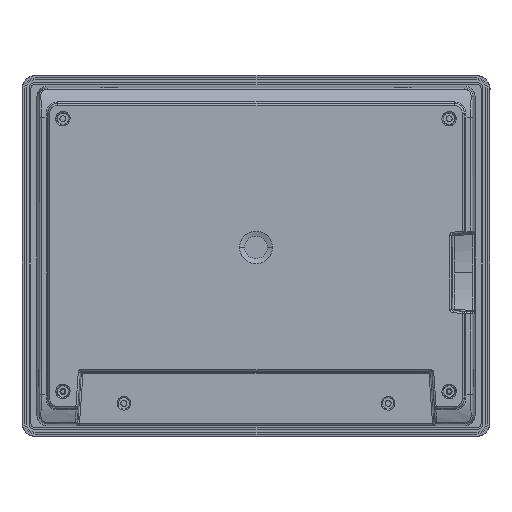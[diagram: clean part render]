
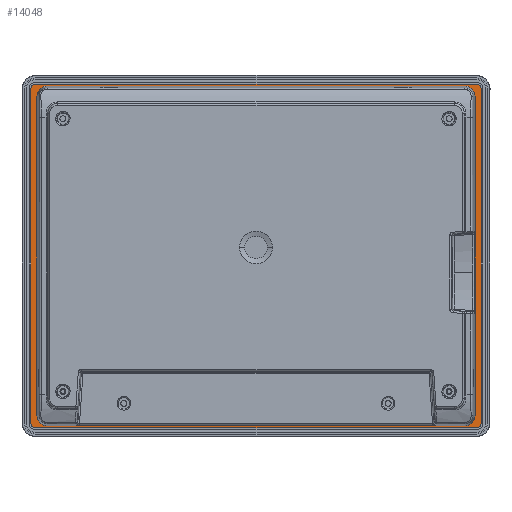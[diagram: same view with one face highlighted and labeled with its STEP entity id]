
A CAD part, top view. The second image highlights one B-rep face of the part: STEP entity #14048.
In plain terms, the highlighted planar face has unit normal (0, 0, 1).
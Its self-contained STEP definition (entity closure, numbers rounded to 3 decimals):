
#491 = CIRCLE ( 'NONE', #11423, 6.2 ) ;
#2547 = ORIENTED_EDGE ( 'NONE', *, *, #99116, .T. ) ;
#3046 = VERTEX_POINT ( 'NONE', #35034 ) ;
#4522 = EDGE_LOOP ( 'NONE', ( #71276, #89506, #34741, #87134, #16936, #78614, #62160, #58752 ) ) ;
#4969 = EDGE_CURVE ( 'NONE', #19154, #66059, #8335, .T. ) ;
#5160 = DIRECTION ( 'NONE',  ( 1., 0., 0. ) ) ;
#5415 = DIRECTION ( 'NONE',  ( 1., 0., 0. ) ) ;
#5531 = DIRECTION ( 'NONE',  ( 0., 0., 1. ) ) ;
#5837 = VECTOR ( 'NONE', #33956, 1000. ) ;
#5900 = CARTESIAN_POINT ( 'NONE',  ( 129.4, 93.65, 2.8 ) ) ;
#8014 = DIRECTION ( 'NONE',  ( 0., 1., 0. ) ) ;
#8171 = LINE ( 'NONE', #24693, #49738 ) ;
#8264 = CARTESIAN_POINT ( 'NONE',  ( 132.2, -5., 2.8 ) ) ;
#8335 = CIRCLE ( 'NONE', #73776, 2.8 ) ;
#8460 = LINE ( 'NONE', #34207, #5837 ) ;
#9143 = CARTESIAN_POINT ( 'NONE',  ( -0.75, 96.45, 2.8 ) ) ;
#11423 = AXIS2_PLACEMENT_3D ( 'NONE', #104170, #55056, #5415 ) ;
#13742 = VECTOR ( 'NONE', #91720, 1000. ) ;
#14048 = ADVANCED_FACE ( 'NONE', ( #15369, #17988 ), #35614, .T. ) ;
#14557 = CIRCLE ( 'NONE', #37020, 2.8 ) ;
#15369 = FACE_BOUND ( 'NONE', #4522, .T. ) ;
#15798 = DIRECTION ( 'NONE',  ( 1., 0., 0. ) ) ;
#15892 = DIRECTION ( 'NONE',  ( 0., 0., -1. ) ) ;
#16011 = CARTESIAN_POINT ( 'NONE',  ( 122.4, -99.15, 2.8 ) ) ;
#16891 = DIRECTION ( 'NONE',  ( 0., -1., 0. ) ) ;
#16936 = ORIENTED_EDGE ( 'NONE', *, *, #102230, .T. ) ;
#17046 = CARTESIAN_POINT ( 'NONE',  ( -130.1, -5., 2.8 ) ) ;
#17174 = CARTESIAN_POINT ( 'NONE',  ( 129.4, 96.45, 2.8 ) ) ;
#17988 = FACE_OUTER_BOUND ( 'NONE', #69876, .T. ) ;
#18821 = CARTESIAN_POINT ( 'NONE',  ( -123.9, -99.15, 2.8 ) ) ;
#19154 = VERTEX_POINT ( 'NONE', #102222 ) ;
#20031 = EDGE_CURVE ( 'NONE', #92967, #25701, #74180, .T. ) ;
#20428 = CIRCLE ( 'NONE', #65971, 6.2 ) ;
#22753 = VECTOR ( 'NONE', #53326, 1000. ) ;
#23107 = AXIS2_PLACEMENT_3D ( 'NONE', #18821, #76373, #27184 ) ;
#24054 = CARTESIAN_POINT ( 'NONE',  ( -123.9, 89.15, 2.8 ) ) ;
#24352 = DIRECTION ( 'NONE',  ( 1., 0., 0. ) ) ;
#24693 = CARTESIAN_POINT ( 'NONE',  ( -0.75, -105.35, 2.8 ) ) ;
#25701 = VERTEX_POINT ( 'NONE', #101121 ) ;
#27184 = DIRECTION ( 'NONE',  ( 1., 0., 0. ) ) ;
#27853 = AXIS2_PLACEMENT_3D ( 'NONE', #16011, #15892, #15798 ) ;
#30293 = VERTEX_POINT ( 'NONE', #80169 ) ;
#30889 = DIRECTION ( 'NONE',  ( 1., 0., 0. ) ) ;
#30984 = CARTESIAN_POINT ( 'NONE',  ( -0.75, -106.45, 2.8 ) ) ;
#31502 = EDGE_CURVE ( 'NONE', #30293, #69452, #96334, .T. ) ;
#32335 = DIRECTION ( 'NONE',  ( 1., 0., 0. ) ) ;
#33329 = VERTEX_POINT ( 'NONE', #60115 ) ;
#33956 = DIRECTION ( 'NONE',  ( 0., -1., 0. ) ) ;
#34207 = CARTESIAN_POINT ( 'NONE',  ( -133.7, -5., 2.8 ) ) ;
#34706 = VERTEX_POINT ( 'NONE', #39633 ) ;
#34741 = ORIENTED_EDGE ( 'NONE', *, *, #98663, .T. ) ;
#35034 = CARTESIAN_POINT ( 'NONE',  ( 122.4, -105.35, 2.8 ) ) ;
#35235 = DIRECTION ( 'NONE',  ( 1., 0., 0. ) ) ;
#35364 = DIRECTION ( 'NONE',  ( 0., 0., 1. ) ) ;
#35584 = AXIS2_PLACEMENT_3D ( 'NONE', #36328, #35364, #35235 ) ;
#35614 = PLANE ( 'NONE',  #35584 ) ;
#35828 = LINE ( 'NONE', #9143, #13742 ) ;
#36268 = EDGE_CURVE ( 'NONE', #25701, #3046, #38178, .T. ) ;
#36328 = CARTESIAN_POINT ( 'NONE',  ( -0.75, -5., 2.8 ) ) ;
#37020 = AXIS2_PLACEMENT_3D ( 'NONE', #96407, #96385, #96274 ) ;
#38178 = CIRCLE ( 'NONE', #27853, 6.2 ) ;
#38675 = CARTESIAN_POINT ( 'NONE',  ( 129.4, -103.65, 2.8 ) ) ;
#38991 = EDGE_CURVE ( 'NONE', #69452, #91307, #68736, .T. ) ;
#39146 = ORIENTED_EDGE ( 'NONE', *, *, #66529, .T. ) ;
#39296 = EDGE_CURVE ( 'NONE', #34706, #100447, #14557, .T. ) ;
#39633 = CARTESIAN_POINT ( 'NONE',  ( -130.9, 96.45, 2.8 ) ) ;
#40471 = CARTESIAN_POINT ( 'NONE',  ( -133.7, 93.65, 2.8 ) ) ;
#44610 = CARTESIAN_POINT ( 'NONE',  ( -130.9, -103.65, 2.8 ) ) ;
#45090 = LINE ( 'NONE', #48483, #69334 ) ;
#48352 = DIRECTION ( 'NONE',  ( 1., 0., 0. ) ) ;
#48483 = CARTESIAN_POINT ( 'NONE',  ( -0.75, 95.35, 2.8 ) ) ;
#49363 = ORIENTED_EDGE ( 'NONE', *, *, #31502, .T. ) ;
#49649 = VERTEX_POINT ( 'NONE', #78420 ) ;
#49738 = VECTOR ( 'NONE', #24352, 1000. ) ;
#50326 = VECTOR ( 'NONE', #8014, 1000. ) ;
#52837 = DIRECTION ( 'NONE',  ( 1., 0., 0. ) ) ;
#53326 = DIRECTION ( 'NONE',  ( 0., -1., 0. ) ) ;
#54182 = VECTOR ( 'NONE', #16891, 1000. ) ;
#54966 = ORIENTED_EDGE ( 'NONE', *, *, #38991, .T. ) ;
#55056 = DIRECTION ( 'NONE',  ( 0., 0., -1. ) ) ;
#55286 = CARTESIAN_POINT ( 'NONE',  ( 128.6, -5., 2.8 ) ) ;
#58374 = CIRCLE ( 'NONE', #59768, 2.8 ) ;
#58752 = ORIENTED_EDGE ( 'NONE', *, *, #20031, .T. ) ;
#59768 = AXIS2_PLACEMENT_3D ( 'NONE', #44610, #101952, #52837 ) ;
#60115 = CARTESIAN_POINT ( 'NONE',  ( -123.9, 95.35, 2.8 ) ) ;
#62160 = ORIENTED_EDGE ( 'NONE', *, *, #105328, .T. ) ;
#65881 = CARTESIAN_POINT ( 'NONE',  ( 122.4, 95.35, 2.8 ) ) ;
#65971 = AXIS2_PLACEMENT_3D ( 'NONE', #24054, #81513, #32335 ) ;
#66059 = VERTEX_POINT ( 'NONE', #17174 ) ;
#66072 = EDGE_CURVE ( 'NONE', #105058, #49649, #73373, .T. ) ;
#66529 = EDGE_CURVE ( 'NONE', #91307, #19154, #72040, .T. ) ;
#67696 = EDGE_CURVE ( 'NONE', #33329, #81260, #45090, .T. ) ;
#68736 = CIRCLE ( 'NONE', #70402, 2.8 ) ;
#69334 = VECTOR ( 'NONE', #48352, 1000. ) ;
#69346 = ORIENTED_EDGE ( 'NONE', *, *, #92534, .T. ) ;
#69452 = VERTEX_POINT ( 'NONE', #102815 ) ;
#69876 = EDGE_LOOP ( 'NONE', ( #82820, #96245, #69346, #49363, #54966, #39146, #79082, #2547 ) ) ;
#70402 = AXIS2_PLACEMENT_3D ( 'NONE', #38675, #72786, #89713 ) ;
#71276 = ORIENTED_EDGE ( 'NONE', *, *, #36268, .T. ) ;
#72040 = LINE ( 'NONE', #8264, #50326 ) ;
#72065 = EDGE_CURVE ( 'NONE', #75357, #3046, #8171, .T. ) ;
#72786 = DIRECTION ( 'NONE',  ( 0., 0., 1. ) ) ;
#73373 = LINE ( 'NONE', #17046, #54182 ) ;
#73776 = AXIS2_PLACEMENT_3D ( 'NONE', #5900, #5531, #5160 ) ;
#74180 = LINE ( 'NONE', #55286, #22753 ) ;
#75357 = VERTEX_POINT ( 'NONE', #90504 ) ;
#76373 = DIRECTION ( 'NONE',  ( 0., 0., -1. ) ) ;
#78420 = CARTESIAN_POINT ( 'NONE',  ( -130.1, -99.15, 2.8 ) ) ;
#78614 = ORIENTED_EDGE ( 'NONE', *, *, #67696, .T. ) ;
#79082 = ORIENTED_EDGE ( 'NONE', *, *, #4969, .T. ) ;
#79631 = VECTOR ( 'NONE', #30889, 1000. ) ;
#79733 = CARTESIAN_POINT ( 'NONE',  ( 132.2, -103.65, 2.8 ) ) ;
#80169 = CARTESIAN_POINT ( 'NONE',  ( -130.9, -106.45, 2.8 ) ) ;
#80653 = CARTESIAN_POINT ( 'NONE',  ( 128.6, 89.15, 2.8 ) ) ;
#81260 = VERTEX_POINT ( 'NONE', #65881 ) ;
#81513 = DIRECTION ( 'NONE',  ( 0., 0., -1. ) ) ;
#82820 = ORIENTED_EDGE ( 'NONE', *, *, #39296, .T. ) ;
#87134 = ORIENTED_EDGE ( 'NONE', *, *, #66072, .F. ) ;
#87747 = EDGE_CURVE ( 'NONE', #100447, #91140, #8460, .T. ) ;
#89506 = ORIENTED_EDGE ( 'NONE', *, *, #72065, .F. ) ;
#89713 = DIRECTION ( 'NONE',  ( 1., 0., 0. ) ) ;
#90504 = CARTESIAN_POINT ( 'NONE',  ( -123.9, -105.35, 2.8 ) ) ;
#91140 = VERTEX_POINT ( 'NONE', #93805 ) ;
#91307 = VERTEX_POINT ( 'NONE', #79733 ) ;
#91720 = DIRECTION ( 'NONE',  ( -1., 0., 0. ) ) ;
#92534 = EDGE_CURVE ( 'NONE', #91140, #30293, #58374, .T. ) ;
#92967 = VERTEX_POINT ( 'NONE', #80653 ) ;
#93805 = CARTESIAN_POINT ( 'NONE',  ( -133.7, -103.65, 2.8 ) ) ;
#96245 = ORIENTED_EDGE ( 'NONE', *, *, #87747, .T. ) ;
#96274 = DIRECTION ( 'NONE',  ( 1., 0., 0. ) ) ;
#96334 = LINE ( 'NONE', #30984, #79631 ) ;
#96385 = DIRECTION ( 'NONE',  ( 0., 0., 1. ) ) ;
#96407 = CARTESIAN_POINT ( 'NONE',  ( -130.9, 93.65, 2.8 ) ) ;
#98663 = EDGE_CURVE ( 'NONE', #75357, #49649, #100100, .T. ) ;
#99116 = EDGE_CURVE ( 'NONE', #66059, #34706, #35828, .T. ) ;
#100100 = CIRCLE ( 'NONE', #23107, 6.2 ) ;
#100447 = VERTEX_POINT ( 'NONE', #40471 ) ;
#101121 = CARTESIAN_POINT ( 'NONE',  ( 128.6, -99.15, 2.8 ) ) ;
#101952 = DIRECTION ( 'NONE',  ( 0., 0., 1. ) ) ;
#102222 = CARTESIAN_POINT ( 'NONE',  ( 132.2, 93.65, 2.8 ) ) ;
#102230 = EDGE_CURVE ( 'NONE', #105058, #33329, #20428, .T. ) ;
#102815 = CARTESIAN_POINT ( 'NONE',  ( 129.4, -106.45, 2.8 ) ) ;
#104170 = CARTESIAN_POINT ( 'NONE',  ( 122.4, 89.15, 2.8 ) ) ;
#104255 = CARTESIAN_POINT ( 'NONE',  ( -130.1, 89.15, 2.8 ) ) ;
#105058 = VERTEX_POINT ( 'NONE', #104255 ) ;
#105328 = EDGE_CURVE ( 'NONE', #81260, #92967, #491, .T. ) ;
